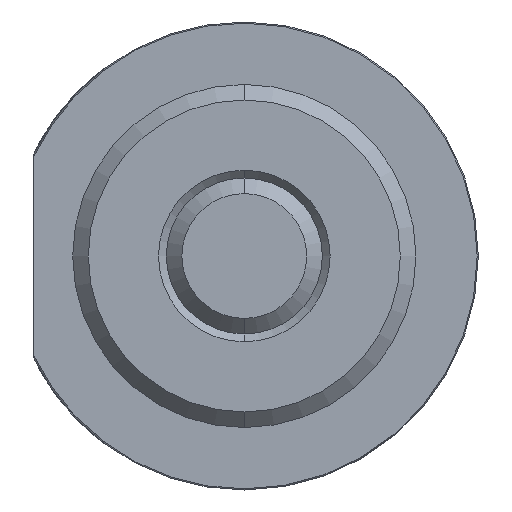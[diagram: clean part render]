
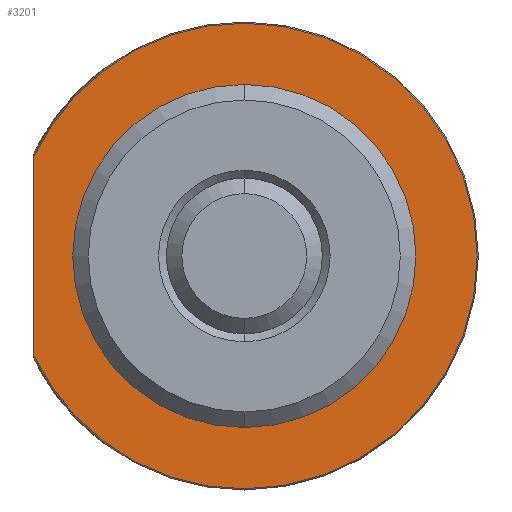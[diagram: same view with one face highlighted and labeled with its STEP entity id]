
A CAD part, left-side view. The second image highlights one B-rep face of the part: STEP entity #3201.
In plain terms, the highlighted planar face has unit normal (-1, 0, 0).
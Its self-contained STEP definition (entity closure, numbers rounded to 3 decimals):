
#125 = EDGE_CURVE ( 'NONE', #1930, #1833, #1552, .T. ) ;
#129 = EDGE_CURVE ( 'NONE', #1711, #1801, #1555, .T. ) ;
#135 = EDGE_CURVE ( 'NONE', #1951, #1930, #1561, .T. ) ;
#142 = EDGE_CURVE ( 'NONE', #1801, #1711, #1574, .T. ) ;
#179 = EDGE_CURVE ( 'NONE', #1726, #1951, #1631, .T. ) ;
#206 = EDGE_CURVE ( 'NONE', #1833, #1726, #1668, .T. ) ;
#270 = AXIS2_PLACEMENT_3D ( 'NONE', #662, #849, #848 ) ;
#274 = AXIS2_PLACEMENT_3D ( 'NONE', #633, #624, #623 ) ;
#280 = AXIS2_PLACEMENT_3D ( 'NONE', #823, #815, #814 ) ;
#298 = AXIS2_PLACEMENT_3D ( 'NONE', #2035, #2037, #2075 ) ;
#313 = AXIS2_PLACEMENT_3D ( 'NONE', #2355, #2360, #2361 ) ;
#442 = AXIS2_PLACEMENT_3D ( 'NONE', #3015, #3017, #3018 ) ;
#623 = DIRECTION ( 'NONE',  ( 0., 0., 1. ) ) ;
#624 = DIRECTION ( 'NONE',  ( -1., 0., 0. ) ) ;
#633 = CARTESIAN_POINT ( 'NONE',  ( 22., 0., 0. ) ) ;
#652 = CARTESIAN_POINT ( 'NONE',  ( 22., 13.5, 0. ) ) ;
#659 = DIRECTION ( 'NONE',  ( 0., 0., -1. ) ) ;
#662 = CARTESIAN_POINT ( 'NONE',  ( 22., 0., 0. ) ) ;
#814 = DIRECTION ( 'NONE',  ( 0., 0., 1. ) ) ;
#815 = DIRECTION ( 'NONE',  ( -1., 0., 0. ) ) ;
#823 = CARTESIAN_POINT ( 'NONE',  ( 22., 0., 0. ) ) ;
#848 = DIRECTION ( 'NONE',  ( 0., 0., -1. ) ) ;
#849 = DIRECTION ( 'NONE',  ( -1., 0., 0. ) ) ;
#868 = ORIENTED_EDGE ( 'NONE', *, *, #135, .T. ) ;
#878 = ORIENTED_EDGE ( 'NONE', *, *, #129, .F. ) ;
#883 = ORIENTED_EDGE ( 'NONE', *, *, #179, .T. ) ;
#886 = ORIENTED_EDGE ( 'NONE', *, *, #125, .T. ) ;
#888 = ORIENTED_EDGE ( 'NONE', *, *, #206, .T. ) ;
#896 = ORIENTED_EDGE ( 'NONE', *, *, #142, .F. ) ;
#994 = EDGE_LOOP ( 'NONE', ( #896, #878 ) ) ;
#1007 = EDGE_LOOP ( 'NONE', ( #886, #888, #883, #868 ) ) ;
#1535 = VECTOR ( 'NONE', #659, 1000. ) ;
#1552 = CIRCLE ( 'NONE', #270, 14.927 ) ;
#1555 = CIRCLE ( 'NONE', #274, 11. ) ;
#1561 = LINE ( 'NONE', #652, #1535 ) ;
#1574 = CIRCLE ( 'NONE', #280, 11. ) ;
#1631 = CIRCLE ( 'NONE', #298, 14.927 ) ;
#1668 = CIRCLE ( 'NONE', #313, 14.927 ) ;
#1711 = VERTEX_POINT ( 'NONE', #2373 ) ;
#1726 = VERTEX_POINT ( 'NONE', #2387 ) ;
#1801 = VERTEX_POINT ( 'NONE', #2423 ) ;
#1833 = VERTEX_POINT ( 'NONE', #2433 ) ;
#1930 = VERTEX_POINT ( 'NONE', #2478 ) ;
#1951 = VERTEX_POINT ( 'NONE', #2483 ) ;
#2035 = CARTESIAN_POINT ( 'NONE',  ( 22., 0., 0. ) ) ;
#2037 = DIRECTION ( 'NONE',  ( -1., 0., 0. ) ) ;
#2075 = DIRECTION ( 'NONE',  ( 0., 0., -1. ) ) ;
#2225 = FACE_OUTER_BOUND ( 'NONE', #1007, .T. ) ;
#2264 = FACE_BOUND ( 'NONE', #994, .T. ) ;
#2355 = CARTESIAN_POINT ( 'NONE',  ( 22., 0., 0. ) ) ;
#2360 = DIRECTION ( 'NONE',  ( -1., 0., 0. ) ) ;
#2361 = DIRECTION ( 'NONE',  ( 0., 0., -1. ) ) ;
#2373 = CARTESIAN_POINT ( 'NONE',  ( 22., 0., -11. ) ) ;
#2387 = CARTESIAN_POINT ( 'NONE',  ( 22., 0., 14.927 ) ) ;
#2423 = CARTESIAN_POINT ( 'NONE',  ( 22., 0., 11. ) ) ;
#2433 = CARTESIAN_POINT ( 'NONE',  ( 22., 0., -14.927 ) ) ;
#2478 = CARTESIAN_POINT ( 'NONE',  ( 22., 13.5, -6.37 ) ) ;
#2483 = CARTESIAN_POINT ( 'NONE',  ( 22., 13.5, 6.37 ) ) ;
#3015 = CARTESIAN_POINT ( 'NONE',  ( 22., 11., 0. ) ) ;
#3016 = PLANE ( 'NONE',  #442 ) ;
#3017 = DIRECTION ( 'NONE',  ( 1., 0., 0. ) ) ;
#3018 = DIRECTION ( 'NONE',  ( 0., 0., -1. ) ) ;
#3201 = ADVANCED_FACE ( 'NONE', ( #2225, #2264 ), #3016, .F. ) ;
